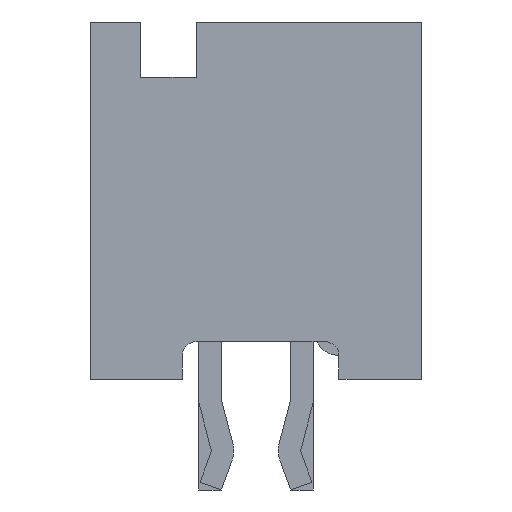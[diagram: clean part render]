
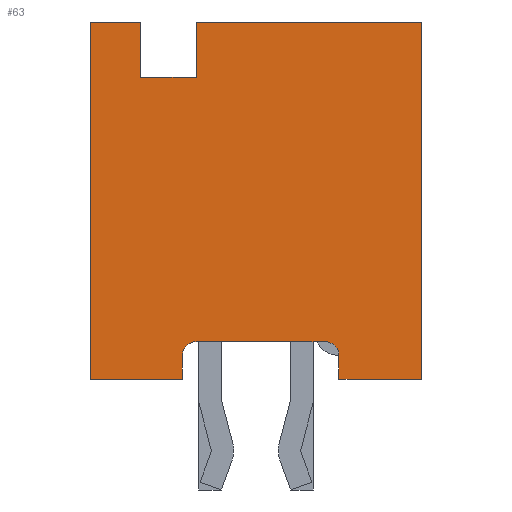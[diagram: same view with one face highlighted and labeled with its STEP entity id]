
A CAD part, left-side view. The second image highlights one B-rep face of the part: STEP entity #63.
In plain terms, the highlighted planar face has unit normal (-1, 0, 0).
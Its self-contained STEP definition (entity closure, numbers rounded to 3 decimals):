
#63=ADVANCED_FACE('',(#292),#293,.T.);
#292=FACE_OUTER_BOUND('',#734,.T.);
#293=PLANE('',#735);
#734=EDGE_LOOP('',(#1276,#1277,#1278,#1279,#1280,#1281,#1282,#1283,#1284,#1285,#1286,#1287,#1288,#1289));
#735=AXIS2_PLACEMENT_3D('',#1290,#1291,#1292);
#1276=ORIENTED_EDGE('',*,*,#2968,.T.);
#1277=ORIENTED_EDGE('',*,*,#2969,.F.);
#1278=ORIENTED_EDGE('',*,*,#2942,.T.);
#1279=ORIENTED_EDGE('',*,*,#2970,.F.);
#1280=ORIENTED_EDGE('',*,*,#2971,.F.);
#1281=ORIENTED_EDGE('',*,*,#2972,.T.);
#1282=ORIENTED_EDGE('',*,*,#2973,.T.);
#1283=ORIENTED_EDGE('',*,*,#2974,.T.);
#1284=ORIENTED_EDGE('',*,*,#2975,.T.);
#1285=ORIENTED_EDGE('',*,*,#2976,.F.);
#1286=ORIENTED_EDGE('',*,*,#2977,.F.);
#1287=ORIENTED_EDGE('',*,*,#2978,.T.);
#1288=ORIENTED_EDGE('',*,*,#2928,.T.);
#1289=ORIENTED_EDGE('',*,*,#2963,.T.);
#1290=CARTESIAN_POINT('',(-10.16,4.572,0.0));
#1291=DIRECTION('',(-1.0,0.0,0.0));
#1292=DIRECTION('',(0.0,0.0,1.0));
#2928=EDGE_CURVE('',#3523,#3521,#3524,.T.);
#2942=EDGE_CURVE('',#3551,#3548,#3552,.T.);
#2963=EDGE_CURVE('',#3521,#3587,#3589,.T.);
#2968=EDGE_CURVE('',#3587,#3597,#3598,.T.);
#2969=EDGE_CURVE('',#3551,#3597,#3599,.T.);
#2970=EDGE_CURVE('',#3600,#3548,#3601,.T.);
#2971=EDGE_CURVE('',#3602,#3600,#3603,.T.);
#2972=EDGE_CURVE('',#3602,#3604,#3605,.T.);
#2973=EDGE_CURVE('',#3604,#3606,#3607,.T.);
#2974=EDGE_CURVE('',#3606,#3608,#3609,.T.);
#2975=EDGE_CURVE('',#3608,#3610,#3611,.T.);
#2976=EDGE_CURVE('',#3612,#3610,#3613,.T.);
#2977=EDGE_CURVE('',#3614,#3612,#3615,.T.);
#2978=EDGE_CURVE('',#3614,#3523,#3616,.T.);
#3521=VERTEX_POINT('',#4468);
#3523=VERTEX_POINT('',#4471);
#3524=LINE('',#4472,#4473);
#3548=VERTEX_POINT('',#4509);
#3551=VERTEX_POINT('',#4513);
#3552=LINE('',#4514,#4515);
#3587=VERTEX_POINT('',#4574);
#3589=LINE('',#4577,#4578);
#3597=VERTEX_POINT('',#4590);
#3598=LINE('',#4591,#4592);
#3599=LINE('',#4593,#4594);
#3600=VERTEX_POINT('',#4595);
#3601=LINE('',#4596,#4597);
#3602=VERTEX_POINT('',#4598);
#3603=LINE('',#4599,#4600);
#3604=VERTEX_POINT('',#4601);
#3605=LINE('',#4602,#4603);
#3606=VERTEX_POINT('',#4604);
#3607=CIRCLE('',#4605,0.381);
#3608=VERTEX_POINT('',#4606);
#3609=LINE('',#4607,#4608);
#3610=VERTEX_POINT('',#4609);
#3611=CIRCLE('',#4610,0.381);
#3612=VERTEX_POINT('',#4611);
#3613=LINE('',#4612,#4613);
#3614=VERTEX_POINT('',#4614);
#3615=LINE('',#4615,#4616);
#3616=LINE('',#4617,#4618);
#4468=CARTESIAN_POINT('',(-10.16,1.651,0.0));
#4471=CARTESIAN_POINT('',(-10.16,-4.572,0.0));
#4472=CARTESIAN_POINT('',(-10.16,-4.572,0.0));
#4473=VECTOR('',#5890,6.223);
#4509=CARTESIAN_POINT('',(-10.16,4.572,0.0));
#4513=CARTESIAN_POINT('',(-10.16,3.175,0.0));
#4514=CARTESIAN_POINT('',(-10.16,3.175,0.0));
#4515=VECTOR('',#5904,1.397);
#4574=CARTESIAN_POINT('',(-10.16,1.651,-1.524));
#4577=CARTESIAN_POINT('',(-10.16,1.651,0.0));
#4578=VECTOR('',#5925,1.524);
#4590=CARTESIAN_POINT('',(-10.16,3.175,-1.524));
#4591=CARTESIAN_POINT('',(-10.16,1.651,-1.524));
#4592=VECTOR('',#5930,1.524);
#4593=CARTESIAN_POINT('',(-10.16,3.175,0.0));
#4594=VECTOR('',#5931,1.524);
#4595=CARTESIAN_POINT('',(-10.16,4.572,-9.855));
#4596=CARTESIAN_POINT('',(-10.16,4.572,-9.855));
#4597=VECTOR('',#5932,9.855);
#4598=CARTESIAN_POINT('',(-10.16,2.032,-9.855));
#4599=CARTESIAN_POINT('',(-10.16,2.032,-9.855));
#4600=VECTOR('',#5933,2.54);
#4601=CARTESIAN_POINT('',(-10.16,2.032,-9.195));
#4602=CARTESIAN_POINT('',(-10.16,2.032,-9.855));
#4603=VECTOR('',#5934,0.66);
#4604=CARTESIAN_POINT('',(-10.16,1.651,-8.814));
#4605=AXIS2_PLACEMENT_3D('',#5935,#5936,#5937);
#4606=CARTESIAN_POINT('',(-10.16,-1.905,-8.814));
#4607=CARTESIAN_POINT('',(-10.16,1.651,-8.814));
#4608=VECTOR('',#5938,3.556);
#4609=CARTESIAN_POINT('',(-10.16,-2.286,-9.195));
#4610=AXIS2_PLACEMENT_3D('',#5939,#5940,#5941);
#4611=CARTESIAN_POINT('',(-10.16,-2.286,-9.855));
#4612=CARTESIAN_POINT('',(-10.16,-2.286,-9.855));
#4613=VECTOR('',#5942,0.66);
#4614=CARTESIAN_POINT('',(-10.16,-4.572,-9.855));
#4615=CARTESIAN_POINT('',(-10.16,-4.572,-9.855));
#4616=VECTOR('',#5943,2.286);
#4617=CARTESIAN_POINT('',(-10.16,-4.572,-9.855));
#4618=VECTOR('',#5944,9.855);
#5890=DIRECTION('',(0.0,1.0,0.0));
#5904=DIRECTION('',(0.0,1.0,0.0));
#5925=DIRECTION('',(0.0,0.0,-1.0));
#5930=DIRECTION('',(0.0,1.0,0.0));
#5931=DIRECTION('',(0.0,0.0,-1.0));
#5932=DIRECTION('',(0.0,0.0,1.0));
#5933=DIRECTION('',(0.0,1.0,0.0));
#5934=DIRECTION('',(0.0,0.0,1.0));
#5935=CARTESIAN_POINT('',(-10.16,1.651,-9.195));
#5936=DIRECTION('',(1.0,0.0,0.0));
#5937=DIRECTION('',(0.0,1.0,0.0));
#5938=DIRECTION('',(0.0,-1.0,0.0));
#5939=CARTESIAN_POINT('',(-10.16,-1.905,-9.195));
#5940=DIRECTION('',(1.0,0.0,-0.0));
#5941=DIRECTION('',(0.0,0.0,1.0));
#5942=DIRECTION('',(0.0,0.0,1.0));
#5943=DIRECTION('',(0.0,1.0,0.0));
#5944=DIRECTION('',(0.0,0.0,1.0));
